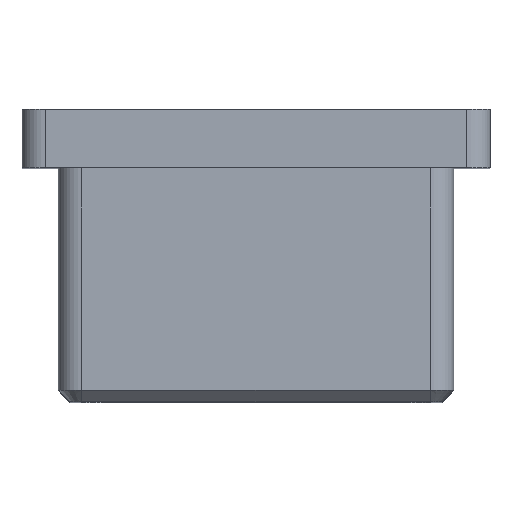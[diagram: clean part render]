
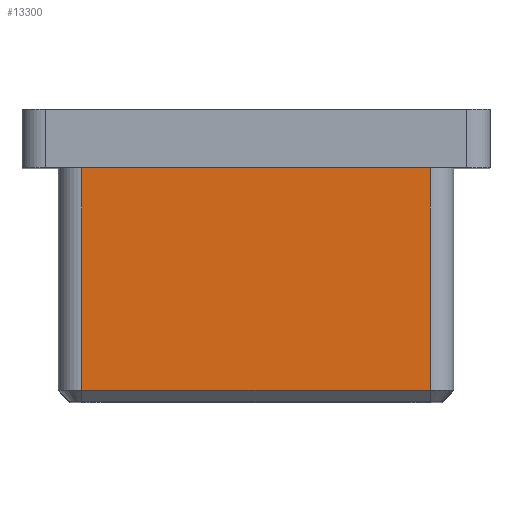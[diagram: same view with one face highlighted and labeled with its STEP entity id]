
A CAD part, top view. The second image highlights one B-rep face of the part: STEP entity #13300.
In plain terms, the highlighted planar face has unit normal (0, 0, 1).
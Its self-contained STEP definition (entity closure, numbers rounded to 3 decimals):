
#449 = VERTEX_POINT ( 'NONE', #4308 ) ;
#1176 = DIRECTION ( 'NONE',  ( -1., 0., 0. ) ) ;
#2229 = CARTESIAN_POINT ( 'NONE',  ( 14.9, -19., 16.9 ) ) ;
#2411 = DIRECTION ( 'NONE',  ( 1., 0., 0. ) ) ;
#2491 = VERTEX_POINT ( 'NONE', #9789 ) ;
#2669 = EDGE_CURVE ( 'NONE', #2491, #15247, #16874, .T. ) ;
#2697 = CARTESIAN_POINT ( 'NONE',  ( -16.9, 0., 16.9 ) ) ;
#4021 = LINE ( 'NONE', #2229, #8396 ) ;
#4308 = CARTESIAN_POINT ( 'NONE',  ( 14.9, -19., 16.9 ) ) ;
#5355 = LINE ( 'NONE', #2697, #17287 ) ;
#6350 = ORIENTED_EDGE ( 'NONE', *, *, #8382, .T. ) ;
#6621 = DIRECTION ( 'NONE',  ( 0., 1., 0. ) ) ;
#7207 = EDGE_CURVE ( 'NONE', #8193, #2491, #5355, .T. ) ;
#7834 = DIRECTION ( 'NONE',  ( 0., 0., -1. ) ) ;
#7897 = PLANE ( 'NONE',  #8316 ) ;
#8193 = VERTEX_POINT ( 'NONE', #17693 ) ;
#8316 = AXIS2_PLACEMENT_3D ( 'NONE', #9294, #7834, #12119 ) ;
#8382 = EDGE_CURVE ( 'NONE', #15247, #449, #4021, .T. ) ;
#8396 = VECTOR ( 'NONE', #2411, 1000. ) ;
#9231 = EDGE_CURVE ( 'NONE', #449, #8193, #13546, .T. ) ;
#9294 = CARTESIAN_POINT ( 'NONE',  ( -16.9, -20., 16.9 ) ) ;
#9789 = CARTESIAN_POINT ( 'NONE',  ( -14.9, 0., 16.9 ) ) ;
#10365 = CARTESIAN_POINT ( 'NONE',  ( -14.9, -20., 16.9 ) ) ;
#11340 = CARTESIAN_POINT ( 'NONE',  ( -14.9, -19., 16.9 ) ) ;
#11417 = VECTOR ( 'NONE', #11764, 1000. ) ;
#11719 = FACE_OUTER_BOUND ( 'NONE', #12895, .T. ) ;
#11764 = DIRECTION ( 'NONE',  ( 0., -1., 0. ) ) ;
#12119 = DIRECTION ( 'NONE',  ( -1., 0., 0. ) ) ;
#12341 = ORIENTED_EDGE ( 'NONE', *, *, #2669, .T. ) ;
#12895 = EDGE_LOOP ( 'NONE', ( #12341, #6350, #17440, #16028 ) ) ;
#13300 = ADVANCED_FACE ( 'NONE', ( #11719 ), #7897, .F. ) ;
#13520 = CARTESIAN_POINT ( 'NONE',  ( 14.9, -20., 16.9 ) ) ;
#13546 = LINE ( 'NONE', #13520, #14830 ) ;
#14830 = VECTOR ( 'NONE', #6621, 1000. ) ;
#15247 = VERTEX_POINT ( 'NONE', #11340 ) ;
#16028 = ORIENTED_EDGE ( 'NONE', *, *, #7207, .T. ) ;
#16874 = LINE ( 'NONE', #10365, #11417 ) ;
#17287 = VECTOR ( 'NONE', #1176, 1000. ) ;
#17440 = ORIENTED_EDGE ( 'NONE', *, *, #9231, .T. ) ;
#17693 = CARTESIAN_POINT ( 'NONE',  ( 14.9, 0., 16.9 ) ) ;
